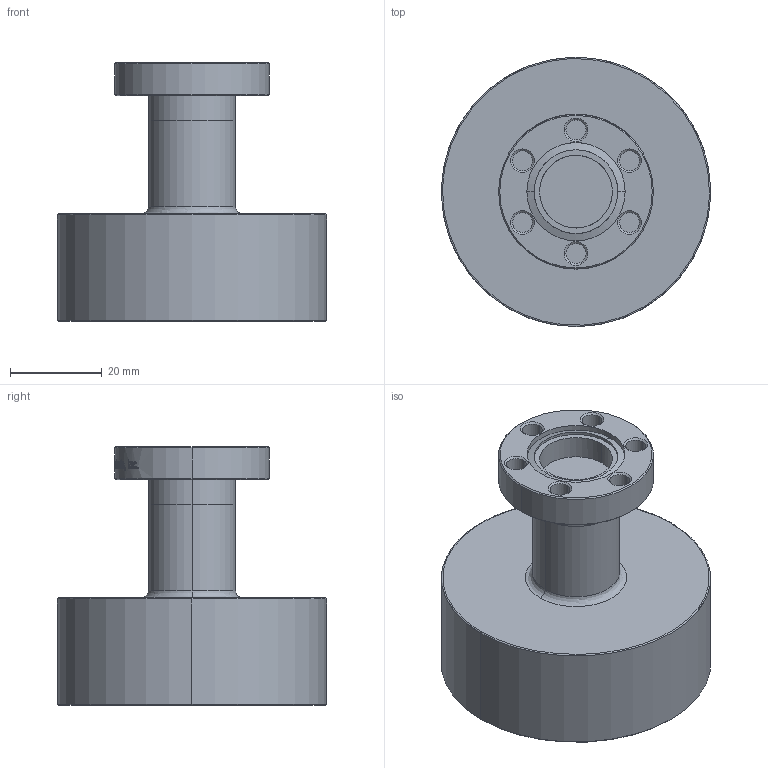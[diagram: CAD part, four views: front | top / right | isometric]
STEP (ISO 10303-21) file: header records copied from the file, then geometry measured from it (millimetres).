
FILE_DESCRIPTION (( 'STEP AP203' ), '1' );
FILE_NAME ('112729a.stp', '2016-07-25T15:43:32', ( '' ), ( '' ), 'SwSTEP 2.0', 'SolidWorks 2012', '' );
FILE_SCHEMA (( 'CONFIG_CONTROL_DESIGN' ));
Length unit declared in the file: centimetre
Products named in the file (1): 112729a
Bounding box: 58.72 x 58.72 x 56.52 mm (x, y, z)
Volume: 60710.9 mm3; surface area: 15392.7 mm2
Topology: 1 solids, 1 shells, 520 faces, 1375 edges, 892 vertices
Faces by surface type: bspline 217, plane 157, cylinder 110, cone 36
Entity records: 46537 total; most frequent: CARTESIAN_POINT 35282, ORIENTED_EDGE 2750, DIRECTION 1676, EDGE_CURVE 1375, VERTEX_POINT 892, AXIS2_PLACEMENT_3D 618, EDGE_LOOP 567, B_SPLINE_CURVE_WITH_KNOTS 566
